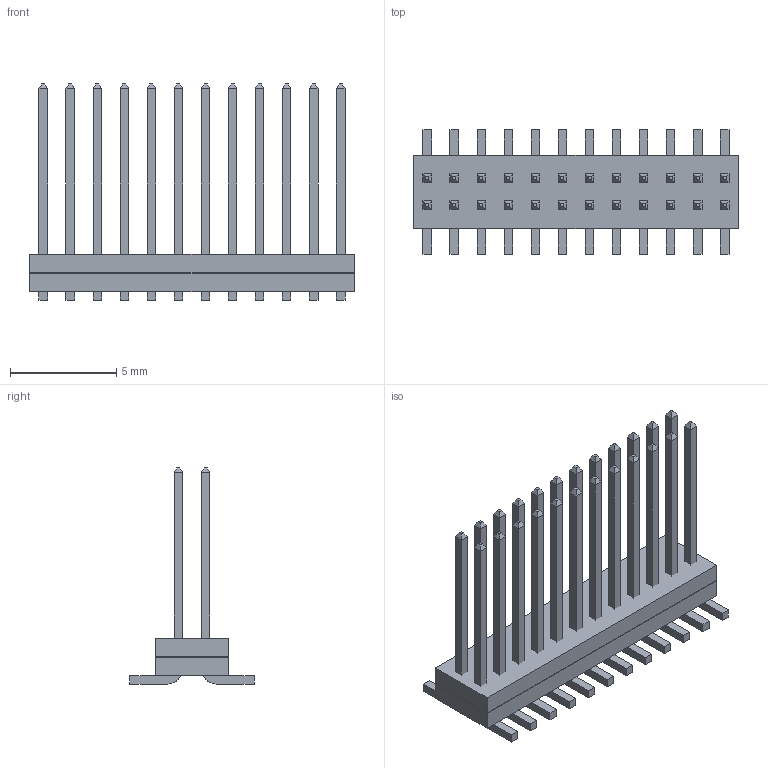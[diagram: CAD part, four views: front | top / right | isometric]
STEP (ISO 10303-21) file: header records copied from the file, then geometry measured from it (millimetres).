
FILE_DESCRIPTION(('FreeCAD Model'),'2;1');
FILE_NAME('Open CASCADE Shape Model','2025-01-29T18:14:06',(''),(''), 'Open CASCADE STEP processor 7.8','FreeCAD','Unknown');
FILE_SCHEMA(('AUTOMOTIVE_DESIGN { 1 0 10303 214 1 1 1 1 }'));
Length unit declared in the file: millimetre
Products named in the file (5): FW-12-03-G-D-085-315; FW-12-03-G-D-085-315_bottom_body; FW-12-03-G-D-085-315_pins1; FW-12-03-G-D-085-315_pins2; FW-12-03-G-D-085-315_top_body
Assembly tree (4 placements, depth 2):
  FW-12-03-G-D-085-315
    FW-12-03-G-D-085-315_bottom_body
    FW-12-03-G-D-085-315_pins1
    FW-12-03-G-D-085-315_pins2
    FW-12-03-G-D-085-315_top_body
Bounding box: 15.24 x 5.84 x 10.16 mm (x, y, z)
Volume: 151.7 mm3; surface area: 848.4 mm2
Topology: 4 solids, 4 shells, 354 faces, 942 edges, 596 vertices
Faces by surface type: plane 350, cylinder 4
Entity records: 10852 total; most frequent: CARTESIAN_POINT 1897, ORIENTED_EDGE 1884, DIRECTION 1756, EDGE_CURVE 942, LINE 846, VECTOR 846, VERTEX_POINT 596, AXIS2_PLACEMENT_3D 455
